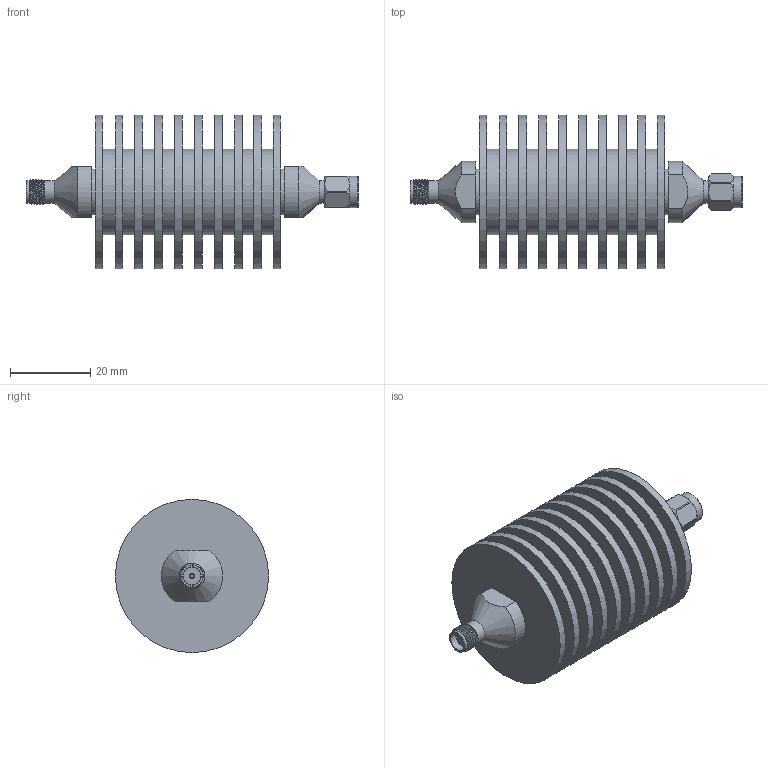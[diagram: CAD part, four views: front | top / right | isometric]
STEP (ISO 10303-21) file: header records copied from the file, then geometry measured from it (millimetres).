
FILE_DESCRIPTION (( 'STEP AP203' ), '1' );
FILE_NAME ('SA4S252-10_3D.step', '2021-07-16T19:46:02', ( '' ), ( '' ), 'SwSTEP 2.0', 'SolidWorks 2020', '' );
FILE_SCHEMA (( 'CONFIG_CONTROL_DESIGN' ));
Length unit declared in the file: inch
Products named in the file (1): SA4S252-10_3D
Bounding box: 82.6 x 38.1 x 38.1 mm (x, y, z)
Volume: 34331.7 mm3; surface area: 21959.5 mm2
Topology: 1 solids, 1 shells, 118 faces, 265 edges, 178 vertices
Faces by surface type: cylinder 49, plane 49, cone 12, bspline 7, torus 1
Full cylindrical faces by diameter (mm): 0.94 x2, 1.194 x2, 4.445 x1, 4.572 x1, 5.582 x3, 6.35 x6, 7.762 x1, 11.443 x2, 21.373 x9, 38.1 x10
Entity records: 6209 total; most frequent: CARTESIAN_POINT 3870, DIRECTION 448, ORIENTED_EDGE 418, EDGE_CURVE 209, AXIS2_PLACEMENT_3D 204, EDGE_LOOP 182, VERTEX_POINT 169, FACE_OUTER_BOUND 146
